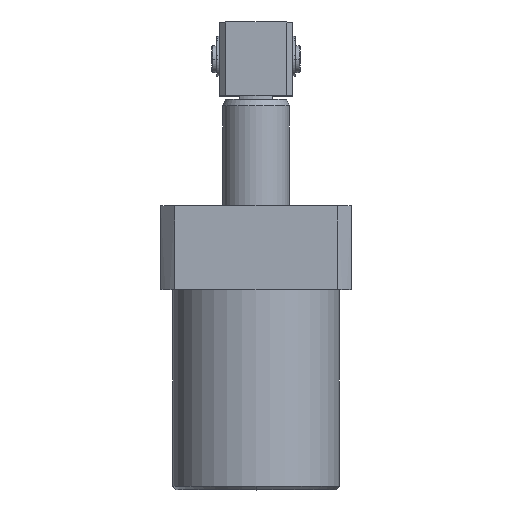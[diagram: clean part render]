
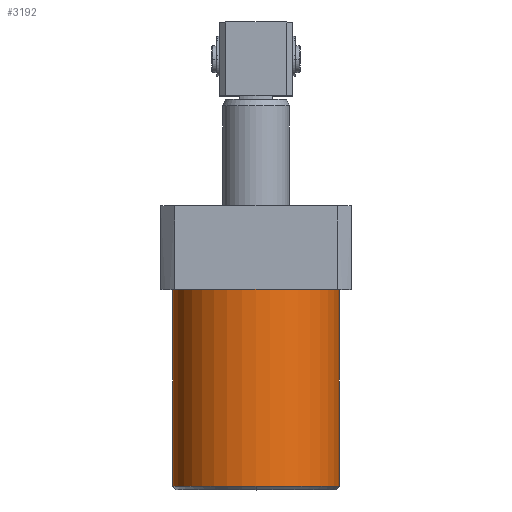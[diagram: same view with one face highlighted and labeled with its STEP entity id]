
A CAD part, top view. The second image highlights one B-rep face of the part: STEP entity #3192.
In plain terms, the highlighted cylindrical face has radius 25 mm (diameter 50 mm), a partial arc.
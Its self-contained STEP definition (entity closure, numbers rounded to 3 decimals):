
#652 = VECTOR ( 'NONE', #12092, 1000. ) ;
#852 = CARTESIAN_POINT ( 'NONE',  ( 0., -59., 25. ) ) ;
#881 = AXIS2_PLACEMENT_3D ( 'NONE', #1099, #8739, #2193 ) ;
#1099 = CARTESIAN_POINT ( 'NONE',  ( 0., -59., 0. ) ) ;
#1522 = DIRECTION ( 'NONE',  ( -1., 0., 0. ) ) ;
#2193 = DIRECTION ( 'NONE',  ( 0., 0., 1. ) ) ;
#2719 = DIRECTION ( 'NONE',  ( 0., 0., 1. ) ) ;
#2757 = CARTESIAN_POINT ( 'NONE',  ( 25., 0., 0. ) ) ;
#2859 = LINE ( 'NONE', #12688, #8831 ) ;
#3192 = ADVANCED_FACE ( 'NONE', ( #7857 ), #8863, .T. ) ;
#3517 = EDGE_CURVE ( 'NONE', #14102, #10597, #5798, .T. ) ;
#3628 = CIRCLE ( 'NONE', #881, 25. ) ;
#3787 = EDGE_CURVE ( 'NONE', #4824, #7841, #9887, .T. ) ;
#4237 = EDGE_LOOP ( 'NONE', ( #10265, #7625, #7991, #11105, #12096 ) ) ;
#4715 = VERTEX_POINT ( 'NONE', #10518 ) ;
#4737 = CARTESIAN_POINT ( 'NONE',  ( 0., 0., 0. ) ) ;
#4824 = VERTEX_POINT ( 'NONE', #852 ) ;
#4885 = EDGE_CURVE ( 'NONE', #4715, #10597, #12591, .T. ) ;
#4939 = DIRECTION ( 'NONE',  ( 0., -1., 0. ) ) ;
#5582 = EDGE_CURVE ( 'NONE', #7841, #14102, #2859, .T. ) ;
#5798 = CIRCLE ( 'NONE', #12257, 25. ) ;
#6988 = DIRECTION ( 'NONE',  ( 0., 1., 0. ) ) ;
#7625 = ORIENTED_EDGE ( 'NONE', *, *, #4885, .T. ) ;
#7841 = VERTEX_POINT ( 'NONE', #12455 ) ;
#7857 = FACE_OUTER_BOUND ( 'NONE', #4237, .T. ) ;
#7915 = CARTESIAN_POINT ( 'NONE',  ( -25., 0., 0. ) ) ;
#7991 = ORIENTED_EDGE ( 'NONE', *, *, #3517, .F. ) ;
#8190 = DIRECTION ( 'NONE',  ( 0., 1., 0. ) ) ;
#8739 = DIRECTION ( 'NONE',  ( 0., -1., 0. ) ) ;
#8831 = VECTOR ( 'NONE', #8190, 1000. ) ;
#8863 = CYLINDRICAL_SURFACE ( 'NONE', #9350, 25. ) ;
#9311 = CARTESIAN_POINT ( 'NONE',  ( 0., -59., 0. ) ) ;
#9350 = AXIS2_PLACEMENT_3D ( 'NONE', #11428, #6988, #11478 ) ;
#9887 = CIRCLE ( 'NONE', #13739, 25. ) ;
#10265 = ORIENTED_EDGE ( 'NONE', *, *, #13040, .F. ) ;
#10518 = CARTESIAN_POINT ( 'NONE',  ( 25., -59., 0. ) ) ;
#10597 = VERTEX_POINT ( 'NONE', #2757 ) ;
#11022 = CARTESIAN_POINT ( 'NONE',  ( 25., -59., 0. ) ) ;
#11105 = ORIENTED_EDGE ( 'NONE', *, *, #5582, .F. ) ;
#11428 = CARTESIAN_POINT ( 'NONE',  ( 0., -59., 0. ) ) ;
#11478 = DIRECTION ( 'NONE',  ( -1., 0., 0. ) ) ;
#12092 = DIRECTION ( 'NONE',  ( 0., 1., 0. ) ) ;
#12096 = ORIENTED_EDGE ( 'NONE', *, *, #3787, .F. ) ;
#12257 = AXIS2_PLACEMENT_3D ( 'NONE', #4737, #13408, #1522 ) ;
#12455 = CARTESIAN_POINT ( 'NONE',  ( -25., -59., 0. ) ) ;
#12591 = LINE ( 'NONE', #11022, #652 ) ;
#12688 = CARTESIAN_POINT ( 'NONE',  ( -25., -59., 0. ) ) ;
#13040 = EDGE_CURVE ( 'NONE', #4715, #4824, #3628, .T. ) ;
#13408 = DIRECTION ( 'NONE',  ( 0., 1., 0. ) ) ;
#13739 = AXIS2_PLACEMENT_3D ( 'NONE', #9311, #4939, #2719 ) ;
#14102 = VERTEX_POINT ( 'NONE', #7915 ) ;
